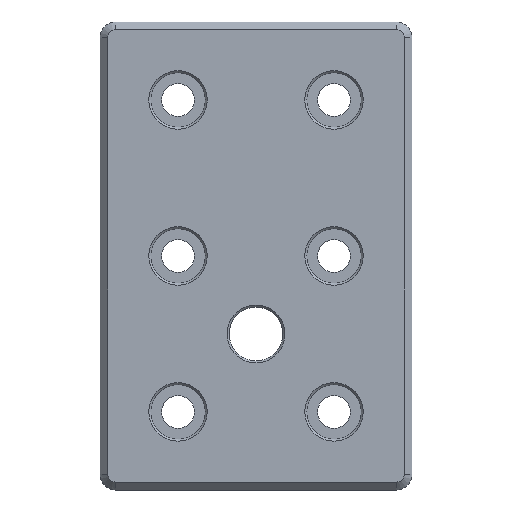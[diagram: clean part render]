
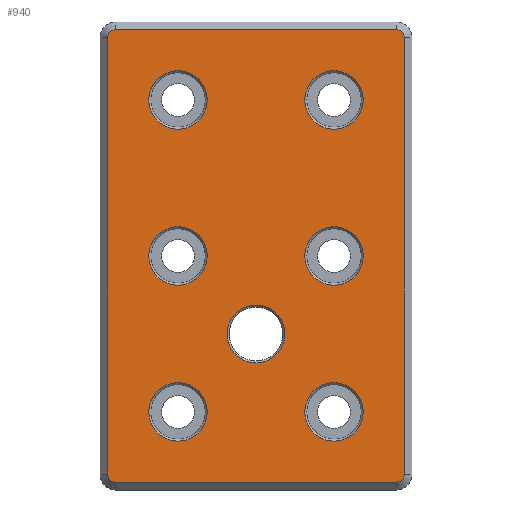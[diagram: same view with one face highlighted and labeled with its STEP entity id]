
A CAD part, top view. The second image highlights one B-rep face of the part: STEP entity #940.
In plain terms, the highlighted planar face has unit normal (0, 0, 1).
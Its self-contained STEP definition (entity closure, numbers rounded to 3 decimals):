
#15=FACE_BOUND('',#215,.T.);
#16=FACE_BOUND('',#216,.T.);
#17=FACE_BOUND('',#217,.T.);
#18=FACE_BOUND('',#218,.T.);
#19=FACE_BOUND('',#219,.T.);
#20=FACE_BOUND('',#220,.T.);
#21=FACE_BOUND('',#221,.T.);
#53=CIRCLE('',#1010,2.);
#55=CIRCLE('',#1014,2.);
#57=CIRCLE('',#1018,2.);
#59=CIRCLE('',#1022,2.);
#62=CIRCLE('',#1030,7.5);
#63=CIRCLE('',#1031,7.5);
#64=CIRCLE('',#1032,7.5);
#65=CIRCLE('',#1033,7.418);
#66=CIRCLE('',#1034,7.5);
#67=CIRCLE('',#1035,7.5);
#68=CIRCLE('',#1036,7.5);
#155=FACE_OUTER_BOUND('',#214,.T.);
#214=EDGE_LOOP('',(#684,#685,#686,#687,#688,#689,#690,#691));
#215=EDGE_LOOP('',(#692));
#216=EDGE_LOOP('',(#693));
#217=EDGE_LOOP('',(#694));
#218=EDGE_LOOP('',(#695));
#219=EDGE_LOOP('',(#696));
#220=EDGE_LOOP('',(#697));
#221=EDGE_LOOP('',(#698));
#284=LINE('',#1469,#351);
#288=LINE('',#1481,#355);
#292=LINE('',#1493,#359);
#296=LINE('',#1505,#363);
#351=VECTOR('',#1142,10.);
#355=VECTOR('',#1154,10.);
#359=VECTOR('',#1166,10.);
#363=VECTOR('',#1178,10.);
#415=VERTEX_POINT('',#1462);
#418=VERTEX_POINT('',#1467);
#419=VERTEX_POINT('',#1471);
#421=VERTEX_POINT('',#1477);
#423=VERTEX_POINT('',#1483);
#425=VERTEX_POINT('',#1489);
#427=VERTEX_POINT('',#1495);
#429=VERTEX_POINT('',#1501);
#436=VERTEX_POINT('',#1528);
#437=VERTEX_POINT('',#1530);
#438=VERTEX_POINT('',#1532);
#439=VERTEX_POINT('',#1534);
#440=VERTEX_POINT('',#1536);
#441=VERTEX_POINT('',#1538);
#442=VERTEX_POINT('',#1540);
#503=EDGE_CURVE('',#418,#415,#284,.T.);
#506=EDGE_CURVE('',#415,#419,#53,.T.);
#509=EDGE_CURVE('',#419,#421,#288,.T.);
#512=EDGE_CURVE('',#421,#423,#55,.T.);
#515=EDGE_CURVE('',#423,#425,#292,.T.);
#518=EDGE_CURVE('',#425,#427,#57,.T.);
#521=EDGE_CURVE('',#427,#429,#296,.T.);
#523=EDGE_CURVE('',#429,#418,#59,.T.);
#533=EDGE_CURVE('',#436,#436,#62,.T.);
#534=EDGE_CURVE('',#437,#437,#63,.T.);
#535=EDGE_CURVE('',#438,#438,#64,.T.);
#536=EDGE_CURVE('',#439,#439,#65,.T.);
#537=EDGE_CURVE('',#440,#440,#66,.T.);
#538=EDGE_CURVE('',#441,#441,#67,.T.);
#539=EDGE_CURVE('',#442,#442,#68,.T.);
#684=ORIENTED_EDGE('',*,*,#503,.F.);
#685=ORIENTED_EDGE('',*,*,#523,.F.);
#686=ORIENTED_EDGE('',*,*,#521,.F.);
#687=ORIENTED_EDGE('',*,*,#518,.F.);
#688=ORIENTED_EDGE('',*,*,#515,.F.);
#689=ORIENTED_EDGE('',*,*,#512,.F.);
#690=ORIENTED_EDGE('',*,*,#509,.F.);
#691=ORIENTED_EDGE('',*,*,#506,.F.);
#692=ORIENTED_EDGE('',*,*,#533,.F.);
#693=ORIENTED_EDGE('',*,*,#534,.F.);
#694=ORIENTED_EDGE('',*,*,#535,.F.);
#695=ORIENTED_EDGE('',*,*,#536,.F.);
#696=ORIENTED_EDGE('',*,*,#537,.F.);
#697=ORIENTED_EDGE('',*,*,#538,.F.);
#698=ORIENTED_EDGE('',*,*,#539,.F.);
#914=PLANE('',#1029);
#940=ADVANCED_FACE('',(#155,#15,#16,#17,#18,#19,#20,#21),#914,.T.);
#1010=AXIS2_PLACEMENT_3D('',#1475,#1148,#1149);
#1014=AXIS2_PLACEMENT_3D('',#1487,#1160,#1161);
#1018=AXIS2_PLACEMENT_3D('',#1499,#1172,#1173);
#1022=AXIS2_PLACEMENT_3D('',#1508,#1183,#1184);
#1029=AXIS2_PLACEMENT_3D('',#1527,#1204,#1205);
#1030=AXIS2_PLACEMENT_3D('',#1529,#1206,#1207);
#1031=AXIS2_PLACEMENT_3D('',#1531,#1208,#1209);
#1032=AXIS2_PLACEMENT_3D('',#1533,#1210,#1211);
#1033=AXIS2_PLACEMENT_3D('',#1535,#1212,#1213);
#1034=AXIS2_PLACEMENT_3D('',#1537,#1214,#1215);
#1035=AXIS2_PLACEMENT_3D('',#1539,#1216,#1217);
#1036=AXIS2_PLACEMENT_3D('',#1541,#1218,#1219);
#1142=DIRECTION('',(0.,-1.,0.));
#1148=DIRECTION('center_axis',(0.,0.,-1.));
#1149=DIRECTION('ref_axis',(0.707,-0.707,0.));
#1154=DIRECTION('',(-1.,0.,0.));
#1160=DIRECTION('center_axis',(0.,0.,-1.));
#1161=DIRECTION('ref_axis',(-0.707,-0.707,0.));
#1166=DIRECTION('',(0.,1.,0.));
#1172=DIRECTION('center_axis',(0.,0.,-1.));
#1173=DIRECTION('ref_axis',(-0.707,0.707,0.));
#1178=DIRECTION('',(1.,0.,0.));
#1183=DIRECTION('center_axis',(0.,0.,-1.));
#1184=DIRECTION('ref_axis',(0.707,0.707,0.));
#1204=DIRECTION('center_axis',(0.,0.,1.));
#1205=DIRECTION('ref_axis',(1.,0.,0.));
#1206=DIRECTION('center_axis',(0.,0.,1.));
#1207=DIRECTION('ref_axis',(-1.,0.,0.));
#1208=DIRECTION('center_axis',(0.,0.,1.));
#1209=DIRECTION('ref_axis',(-1.,0.,0.));
#1210=DIRECTION('center_axis',(0.,0.,1.));
#1211=DIRECTION('ref_axis',(-1.,0.,0.));
#1212=DIRECTION('center_axis',(0.,0.,1.));
#1213=DIRECTION('ref_axis',(-1.,0.,0.));
#1214=DIRECTION('center_axis',(0.,0.,1.));
#1215=DIRECTION('ref_axis',(-1.,0.,0.));
#1216=DIRECTION('center_axis',(0.,0.,1.));
#1217=DIRECTION('ref_axis',(-1.,0.,0.));
#1218=DIRECTION('center_axis',(0.,0.,1.));
#1219=DIRECTION('ref_axis',(-1.,0.,0.));
#1462=CARTESIAN_POINT('',(38.,-56.,15.));
#1467=CARTESIAN_POINT('',(38.,56.,15.));
#1469=CARTESIAN_POINT('',(38.,30.,15.));
#1471=CARTESIAN_POINT('',(36.,-58.,15.));
#1475=CARTESIAN_POINT('Origin',(36.,-56.,15.));
#1477=CARTESIAN_POINT('',(-36.,-58.,15.));
#1481=CARTESIAN_POINT('',(20.,-58.,15.));
#1483=CARTESIAN_POINT('',(-38.,-56.,15.));
#1487=CARTESIAN_POINT('Origin',(-36.,-56.,15.));
#1489=CARTESIAN_POINT('',(-38.,56.,15.));
#1493=CARTESIAN_POINT('',(-38.,-30.,15.));
#1495=CARTESIAN_POINT('',(-36.,58.,15.));
#1499=CARTESIAN_POINT('Origin',(-36.,56.,15.));
#1501=CARTESIAN_POINT('',(36.,58.,15.));
#1505=CARTESIAN_POINT('',(-20.,58.,15.));
#1508=CARTESIAN_POINT('Origin',(36.,56.,15.));
#1527=CARTESIAN_POINT('Origin',(0.,0.,
15.));
#1528=CARTESIAN_POINT('',(-12.5,-40.,15.));
#1529=CARTESIAN_POINT('Origin',(-20.,-40.,15.));
#1530=CARTESIAN_POINT('',(27.5,-40.,15.));
#1531=CARTESIAN_POINT('Origin',(20.,-40.,15.));
#1532=CARTESIAN_POINT('',(27.5,40.,15.));
#1533=CARTESIAN_POINT('Origin',(20.,40.,15.));
#1534=CARTESIAN_POINT('',(7.417,-20.,15.));
#1535=CARTESIAN_POINT('Origin',(0.,-20.,15.));
#1536=CARTESIAN_POINT('',(-12.5,40.,15.));
#1537=CARTESIAN_POINT('Origin',(-20.,40.,15.));
#1538=CARTESIAN_POINT('',(27.5,0.,15.));
#1539=CARTESIAN_POINT('Origin',(20.,0.,15.));
#1540=CARTESIAN_POINT('',(-12.5,0.,15.));
#1541=CARTESIAN_POINT('Origin',(-20.,0.,15.));
